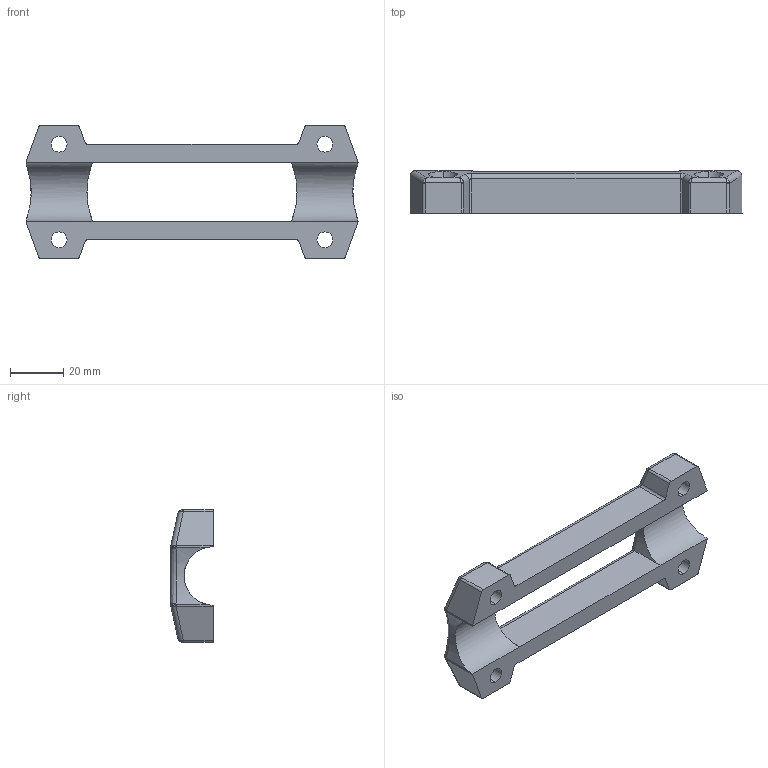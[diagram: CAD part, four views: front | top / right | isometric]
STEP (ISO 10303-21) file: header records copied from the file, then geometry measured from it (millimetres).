
FILE_DESCRIPTION (( 'STEP AP214' ), '1' );
FILE_NAME ('Pontet 650 DR 1 quantité.STEP', '2019-05-06T16:36:02', ( '' ), ( '' ), 'SwSTEP 2.0', 'SolidWorks 2019', '' );
FILE_SCHEMA (( 'AUTOMOTIVE_DESIGN' ));
Length unit declared in the file: millimetre
Products named in the file (1): Pontet 650 DR 1 quantité
Bounding box: 124.88 x 16 x 50 mm (x, y, z)
Volume: 36430.7 mm3; surface area: 15240.7 mm2
Topology: 1 solids, 1 shells, 132 faces, 340 edges, 196 vertices
Faces by surface type: cylinder 54, bspline 44, plane 26, sphere 8
Entity records: 5182 total; most frequent: CARTESIAN_POINT 2393, ORIENTED_EDGE 656, DIRECTION 486, EDGE_CURVE 328, VERTEX_POINT 196, AXIS2_PLACEMENT_3D 185, EDGE_LOOP 140, FACE_OUTER_BOUND 132
